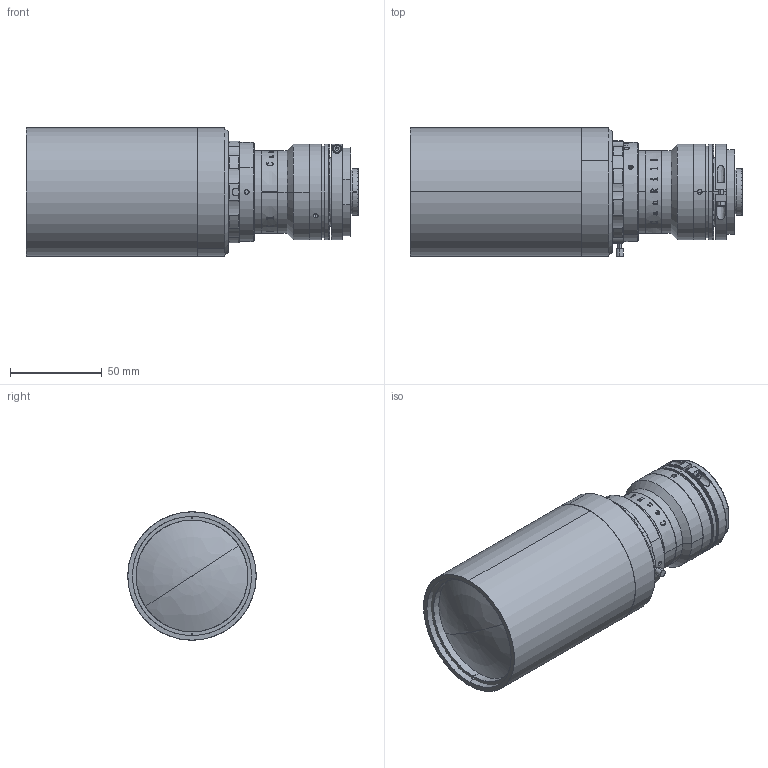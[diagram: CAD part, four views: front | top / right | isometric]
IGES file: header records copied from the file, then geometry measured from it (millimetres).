
Start section: SolidWorks IGES file using analytic representation for surfaces
Global section: file name: XF-PTL04516-C-VI.IGS,15; native system: HSolidWorks 2014; preprocessor: SolidWorks 2014; author: canrill005; date: 190527.141541; units: millimetre
Bounding box: 181.07 x 70 x 70 mm (x, y, z)
Surface area: 57356.3 mm2 (no closed solid volume)
Topology: 0 solids, 0 shells, 251 faces, 6757 edges, 6749 vertices
Faces by surface type: revolution 154, bspline 97
